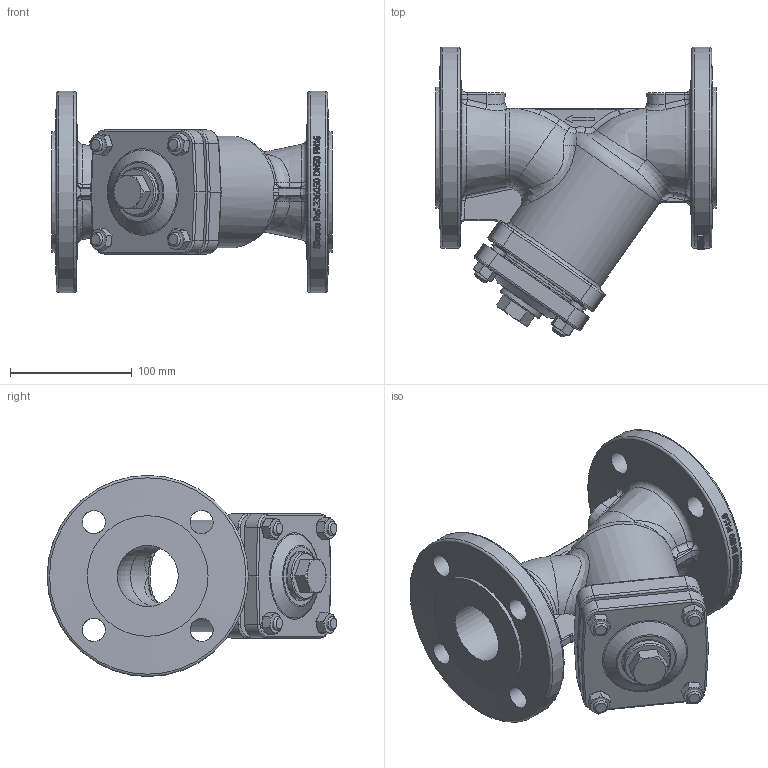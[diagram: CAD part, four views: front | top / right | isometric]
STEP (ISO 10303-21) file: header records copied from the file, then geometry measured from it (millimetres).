
FILE_DESCRIPTION(/* description */ ('236050'),/* implementation_level */ '2;1');
FILE_NAME(/* name */ '236050.stp',/* time_stamp */ '2017-11-06T10:16:02+01:00',/* author */ ('jmorand'),/* organization */ ('Sferaco'),/* preprocessor_version */ 'ST-DEVELOPER v16.5',/* originating_system */ 'Autodesk Inventor 2017',/* authorisation */ '');
FILE_SCHEMA (('CONFIG_CONTROL_DESIGN'));
Products named in the file (1): 821_DN50_PN16
Bounding box: 230 x 237.63 x 165 mm (x, y, z)
Volume: 1466277.8 mm3; surface area: 275790.1 mm2
Topology: 11 solids, 11 shells, 882 faces, 2189 edges, 1382 vertices
Faces by surface type: bspline 337, plane 276, cylinder 142, cone 73, torus 48, sphere 6
Full cylindrical faces by diameter (mm): 8.5 x4, 10 x8, 10.072 x8, 12 x12, 14 x4, 16 x4, 19 x8, 30.3 x1, 33.24 x1, 39 x1, 41 x1, 50 x5, 61.5 x2, 70 x1, 75 x1, 87 x2, 93 x1, 94 x1, 99 x2, 165 x2
Entity records: 61745 total; most frequent: CARTESIAN_POINT 43548, ORIENTED_EDGE 4052, DIRECTION 2896, EDGE_CURVE 2026, VERTEX_POINT 1354, EDGE_LOOP 1116, AXIS2_PLACEMENT_3D 1083, FACE_OUTER_BOUND 882
